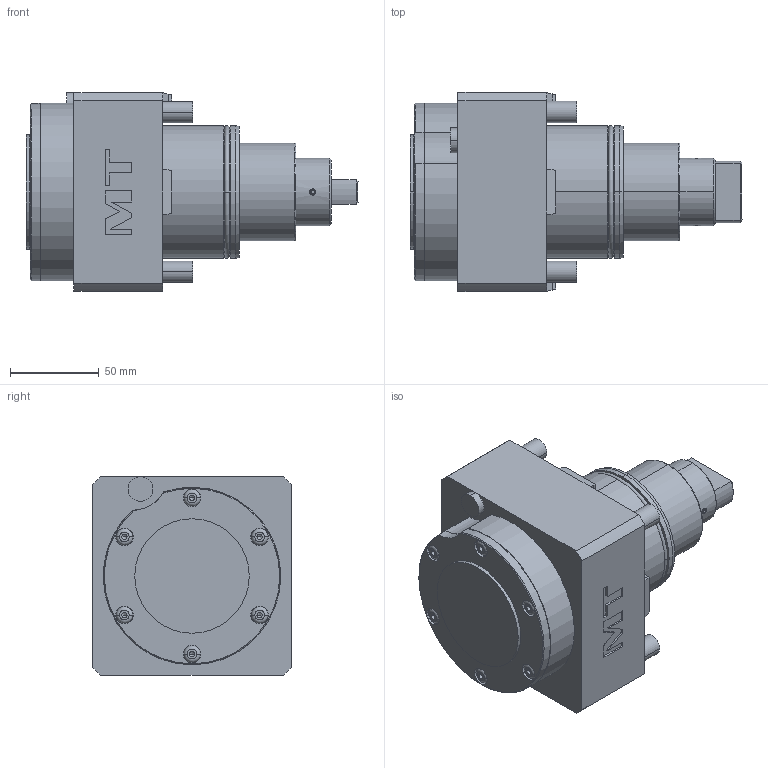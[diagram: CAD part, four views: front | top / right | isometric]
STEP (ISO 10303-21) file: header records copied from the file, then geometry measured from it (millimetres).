
FILE_DESCRIPTION((''),'2;1');
FILE_NAME('DWO3031250_CONF','2026-03-04T09:51:47',('fpalella'),('M.T. srl'),'CREO PARAMETRIC BY PTC INC, 2023352','CREO PARAMETRIC BY PTC INC, 2023352','');
FILE_SCHEMA(('CONFIG_CONTROL_DESIGN'));
Length unit declared in the file: millimetre
Products named in the file (1): DWO3031250_CONF
Bounding box: 187 x 112 x 112 mm (x, y, z)
Volume: 1128002 mm3; surface area: 93381.8 mm2
Topology: 1 solids, 1 shells, 280 faces, 649 edges, 410 vertices
Faces by surface type: plane 117, cylinder 116, cone 23, torus 20, extrusion 4
Entity records: 8212 total; most frequent: CARTESIAN_POINT 1619, DIRECTION 1444, ORIENTED_EDGE 1274, EDGE_CURVE 637, AXIS2_PLACEMENT_3D 549, VERTEX_POINT 410, VECTOR 346, EDGE_LOOP 343
